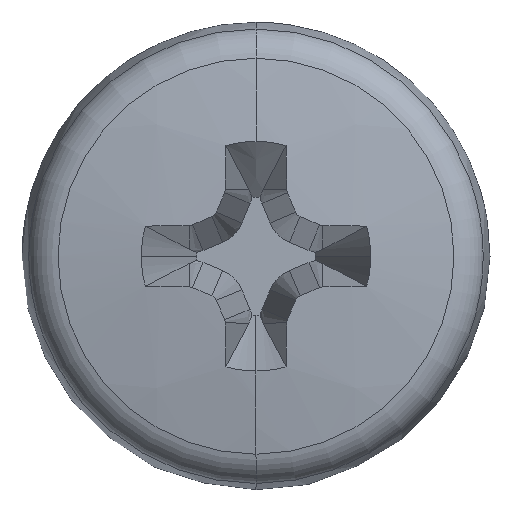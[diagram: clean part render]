
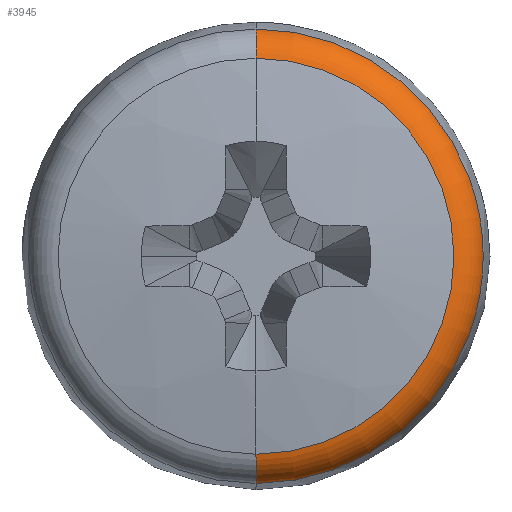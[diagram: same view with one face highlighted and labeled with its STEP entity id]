
A CAD part, top view. The second image highlights one B-rep face of the part: STEP entity #3945.
In plain terms, the highlighted toroidal (fillet/blend) face has major radius 2.447 mm and minor radius 0.48 mm.
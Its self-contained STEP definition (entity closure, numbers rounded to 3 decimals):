
#344 = CARTESIAN_POINT ( 'NONE',  ( 0., 2.538, 6.156 ) ) ;
#419 = DIRECTION ( 'NONE',  ( 1., 0., 0. ) ) ;
#965 = CARTESIAN_POINT ( 'NONE',  ( 0., -2.538, 6.156 ) ) ;
#1107 = AXIS2_PLACEMENT_3D ( 'NONE', #1271, #3888, #3927 ) ;
#1160 = FACE_OUTER_BOUND ( 'NONE', #4680, .T. ) ;
#1271 = CARTESIAN_POINT ( 'NONE',  ( 0., 0., 5.8 ) ) ;
#1278 = DIRECTION ( 'NONE',  ( 0., 0., 1. ) ) ;
#1512 = CARTESIAN_POINT ( 'NONE',  ( 0., -2.447, 5.685 ) ) ;
#1666 = DIRECTION ( 'NONE',  ( 0., -1., 0. ) ) ;
#1902 = EDGE_CURVE ( 'NONE', #4213, #4128, #2121, .T. ) ;
#1927 = ORIENTED_EDGE ( 'NONE', *, *, #1902, .T. ) ;
#1948 = CARTESIAN_POINT ( 'NONE',  ( 0., 2.447, 5.685 ) ) ;
#2121 = CIRCLE ( 'NONE', #1107, 2.913 ) ;
#2144 = ORIENTED_EDGE ( 'NONE', *, *, #4884, .T. ) ;
#2186 = VERTEX_POINT ( 'NONE', #965 ) ;
#2272 = CARTESIAN_POINT ( 'NONE',  ( 0., 0., 5.685 ) ) ;
#2312 = DIRECTION ( 'NONE',  ( 0., -1., 0. ) ) ;
#2349 = CARTESIAN_POINT ( 'NONE',  ( 0., 2.913, 5.8 ) ) ;
#2370 = ORIENTED_EDGE ( 'NONE', *, *, #2432, .F. ) ;
#2432 = EDGE_CURVE ( 'NONE', #4213, #2186, #2486, .T. ) ;
#2467 = CARTESIAN_POINT ( 'NONE',  ( 0., -2.913, 5.8 ) ) ;
#2486 = CIRCLE ( 'NONE', #3351, 0.48 ) ;
#2831 = CARTESIAN_POINT ( 'NONE',  ( 0., 0., 6.156 ) ) ;
#3015 = AXIS2_PLACEMENT_3D ( 'NONE', #2831, #1278, #1666 ) ;
#3114 = AXIS2_PLACEMENT_3D ( 'NONE', #2272, #4929, #2312 ) ;
#3151 = DIRECTION ( 'NONE',  ( 0., 1., 0. ) ) ;
#3307 = ORIENTED_EDGE ( 'NONE', *, *, #4154, .F. ) ;
#3351 = AXIS2_PLACEMENT_3D ( 'NONE', #1512, #3777, #4906 ) ;
#3654 = CIRCLE ( 'NONE', #4239, 0.48 ) ;
#3660 = CIRCLE ( 'NONE', #3015, 2.538 ) ;
#3777 = DIRECTION ( 'NONE',  ( -1., 0., 0. ) ) ;
#3888 = DIRECTION ( 'NONE',  ( 0., 0., 1. ) ) ;
#3927 = DIRECTION ( 'NONE',  ( 0., -1., 0. ) ) ;
#3945 = ADVANCED_FACE ( 'NONE', ( #1160 ), #4606, .T. ) ;
#4128 = VERTEX_POINT ( 'NONE', #2349 ) ;
#4154 = EDGE_CURVE ( 'NONE', #2186, #4691, #3660, .T. ) ;
#4213 = VERTEX_POINT ( 'NONE', #2467 ) ;
#4239 = AXIS2_PLACEMENT_3D ( 'NONE', #1948, #419, #3151 ) ;
#4606 = TOROIDAL_SURFACE ( 'NONE', #3114, 2.447, 0.48 ) ;
#4680 = EDGE_LOOP ( 'NONE', ( #1927, #2144, #3307, #2370 ) ) ;
#4691 = VERTEX_POINT ( 'NONE', #344 ) ;
#4884 = EDGE_CURVE ( 'NONE', #4128, #4691, #3654, .T. ) ;
#4906 = DIRECTION ( 'NONE',  ( 0., 0., 1. ) ) ;
#4929 = DIRECTION ( 'NONE',  ( 0., 0., 1. ) ) ;
